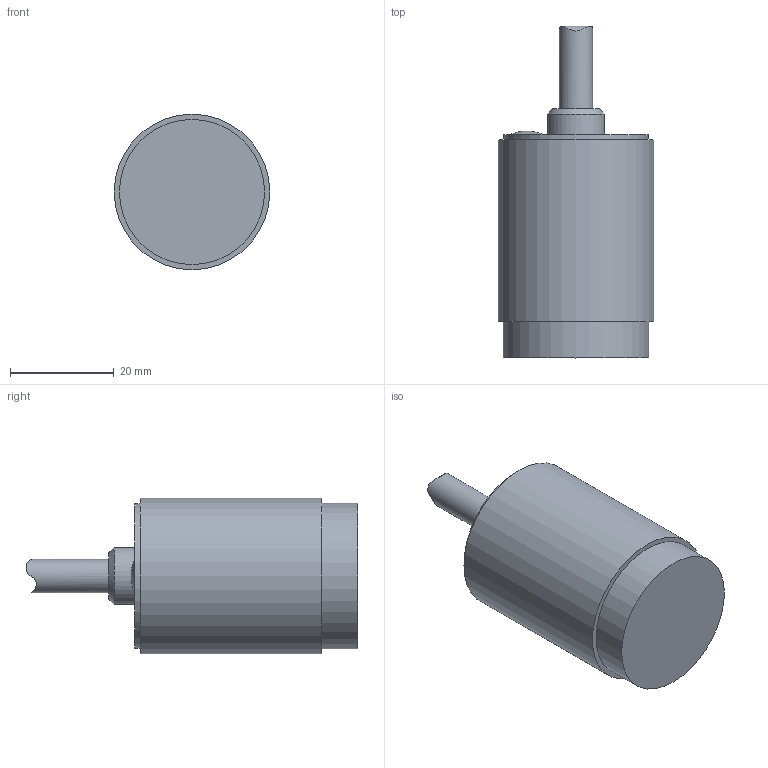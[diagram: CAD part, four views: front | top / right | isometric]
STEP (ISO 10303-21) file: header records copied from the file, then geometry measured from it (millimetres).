
FILE_DESCRIPTION(/* description */ (''),/* implementation_level */ '2;1');
FILE_NAME(/* name */ 'IA0096_Shrinkwrap_1.stp',/* time_stamp */ '2022-06-02T15:14:46+02:00',/* author */ ('Krieger Anja'),/* organization */ (''),/* preprocessor_version */ 'ST-DEVELOPER v18.1',/* originating_system */ 'Autodesk Inventor 2021',/* authorisation */ '');
FILE_SCHEMA (('AUTOMOTIVE_DESIGN { 1 0 10303 214 3 1 1 }'));
Length unit declared in the file: millimetre
Products named in the file (1): IA0096_Shrinkwrap_1
Bounding box: 30 x 63.97 x 30 mm (x, y, z)
Volume: 10640.7 mm3; surface area: 11476.4 mm2
Topology: 2 solids, 2 shells, 40 faces, 74 edges, 49 vertices
Faces by surface type: cylinder 19, plane 14, torus 3, cone 3, bspline 1
Full cylindrical faces by diameter (mm): 3 x1, 5.85 x2, 6 x1, 6.4 x2, 7.2 x1, 11 x1, 26 x2, 26.2 x3, 27 x1, 27.8 x1, 28 x1, 30 x1
Entity records: 1201 total; most frequent: CARTESIAN_POINT 249, DIRECTION 197, ORIENTED_EDGE 146, AXIS2_PLACEMENT_3D 88, EDGE_CURVE 73, EDGE_LOOP 52, VERTEX_POINT 49, CIRCLE 48
